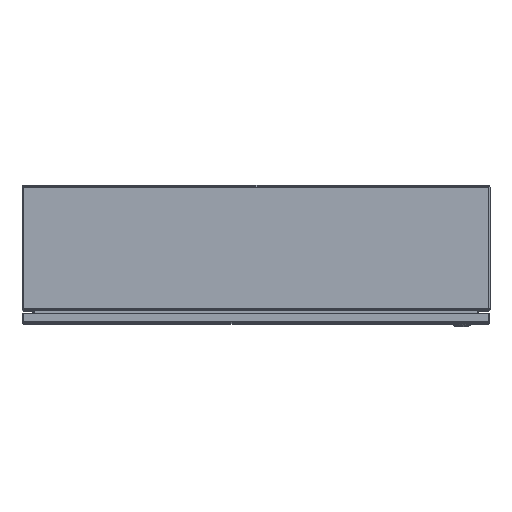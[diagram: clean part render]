
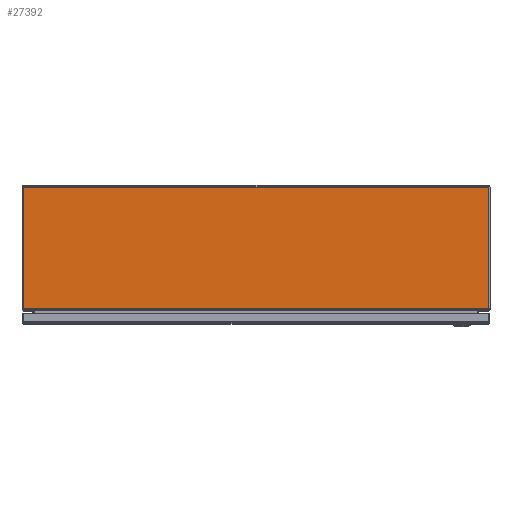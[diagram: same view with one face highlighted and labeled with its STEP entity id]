
A CAD part, top view. The second image highlights one B-rep face of the part: STEP entity #27392.
In plain terms, the highlighted planar face has unit normal (0, 0, 1).
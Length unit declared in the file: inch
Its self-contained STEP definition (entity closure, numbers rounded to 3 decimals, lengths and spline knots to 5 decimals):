
#220 = CARTESIAN_POINT ( 'NONE',  ( -14.92789, -0.108, 18. ) ) ;
#357 = VERTEX_POINT ( 'NONE', #3172 ) ;
#1410 = AXIS2_PLACEMENT_3D ( 'NONE', #12001, #1781, #16793 ) ;
#1781 = DIRECTION ( 'NONE',  ( 0., 0., -1. ) ) ;
#2405 = CARTESIAN_POINT ( 'NONE',  ( -14.67789, -7.82264, 18. ) ) ;
#2612 = LINE ( 'NONE', #9321, #13780 ) ;
#3051 = DIRECTION ( 'NONE',  ( 0., 1., 0. ) ) ;
#3172 = CARTESIAN_POINT ( 'NONE',  ( -14.92789, -7.82264, 18. ) ) ;
#3367 = CARTESIAN_POINT ( 'NONE',  ( -14.91807, -7.892, 18. ) ) ;
#4517 = DIRECTION ( 'NONE',  ( -1., 0., 0. ) ) ;
#4803 = LINE ( 'NONE', #4965, #12518 ) ;
#4965 = CARTESIAN_POINT ( 'NONE',  ( -14.92789, -0.072, 18. ) ) ;
#5444 = DIRECTION ( 'NONE',  ( 0., 0., -1. ) ) ;
#5870 = AXIS2_PLACEMENT_3D ( 'NONE', #2405, #5444, #3051 ) ;
#6346 = VERTEX_POINT ( 'NONE', #17322 ) ;
#6753 = FACE_OUTER_BOUND ( 'NONE', #6785, .T. ) ;
#6785 = EDGE_LOOP ( 'NONE', ( #10931, #23917, #26941, #12540, #20614, #18484 ) ) ;
#7864 = CARTESIAN_POINT ( 'NONE',  ( 14.92789, -0.072, 18. ) ) ;
#8822 = VERTEX_POINT ( 'NONE', #220 ) ;
#9321 = CARTESIAN_POINT ( 'NONE',  ( 104.298, -7.892, 18. ) ) ;
#10931 = ORIENTED_EDGE ( 'NONE', *, *, #21770, .F. ) ;
#11330 = EDGE_CURVE ( 'NONE', #15532, #17198, #29784, .T. ) ;
#11851 = PLANE ( 'NONE',  #22443 ) ;
#12001 = CARTESIAN_POINT ( 'NONE',  ( 14.67789, -7.82264, 18. ) ) ;
#12518 = VECTOR ( 'NONE', #14714, 39.37008 ) ;
#12540 = ORIENTED_EDGE ( 'NONE', *, *, #11330, .F. ) ;
#12865 = CARTESIAN_POINT ( 'NONE',  ( 14.92789, -7.82264, 18. ) ) ;
#13780 = VECTOR ( 'NONE', #4517, 39.37008 ) ;
#13788 = EDGE_CURVE ( 'NONE', #17198, #6346, #28982, .T. ) ;
#14714 = DIRECTION ( 'NONE',  ( 0., 1., 0. ) ) ;
#15206 = DIRECTION ( 'NONE',  ( 0., -1., 0. ) ) ;
#15532 = VERTEX_POINT ( 'NONE', #29411 ) ;
#16793 = DIRECTION ( 'NONE',  ( 0., 1., 0. ) ) ;
#17198 = VERTEX_POINT ( 'NONE', #12865 ) ;
#17322 = CARTESIAN_POINT ( 'NONE',  ( 14.91807, -7.892, 18. ) ) ;
#17975 = VECTOR ( 'NONE', #15206, 39.37008 ) ;
#18484 = ORIENTED_EDGE ( 'NONE', *, *, #21844, .F. ) ;
#19362 = CARTESIAN_POINT ( 'NONE',  ( 104.298, -0.072, 18. ) ) ;
#20203 = CIRCLE ( 'NONE', #5870, 0.25 ) ;
#20614 = ORIENTED_EDGE ( 'NONE', *, *, #25469, .F. ) ;
#21466 = DIRECTION ( 'NONE',  ( 0., 1., 0. ) ) ;
#21770 = EDGE_CURVE ( 'NONE', #26700, #357, #20203, .T. ) ;
#21844 = EDGE_CURVE ( 'NONE', #357, #8822, #4803, .T. ) ;
#21886 = CARTESIAN_POINT ( 'NONE',  ( -14.892, -0.108, 18. ) ) ;
#22443 = AXIS2_PLACEMENT_3D ( 'NONE', #19362, #31368, #21466 ) ;
#23917 = ORIENTED_EDGE ( 'NONE', *, *, #29718, .F. ) ;
#25469 = EDGE_CURVE ( 'NONE', #8822, #15532, #29252, .T. ) ;
#26209 = DIRECTION ( 'NONE',  ( 1., 0., 0. ) ) ;
#26700 = VERTEX_POINT ( 'NONE', #3367 ) ;
#26941 = ORIENTED_EDGE ( 'NONE', *, *, #13788, .F. ) ;
#27392 = ADVANCED_FACE ( 'NONE', ( #6753 ), #11851, .F. ) ;
#28982 = CIRCLE ( 'NONE', #1410, 0.25 ) ;
#29252 = LINE ( 'NONE', #21886, #31050 ) ;
#29411 = CARTESIAN_POINT ( 'NONE',  ( 14.92789, -0.108, 18. ) ) ;
#29718 = EDGE_CURVE ( 'NONE', #6346, #26700, #2612, .T. ) ;
#29784 = LINE ( 'NONE', #7864, #17975 ) ;
#31050 = VECTOR ( 'NONE', #26209, 39.37008 ) ;
#31368 = DIRECTION ( 'NONE',  ( 0., 0., -1. ) ) ;
